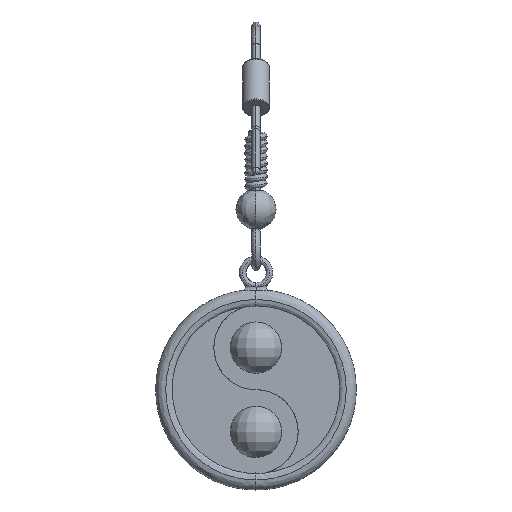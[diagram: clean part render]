
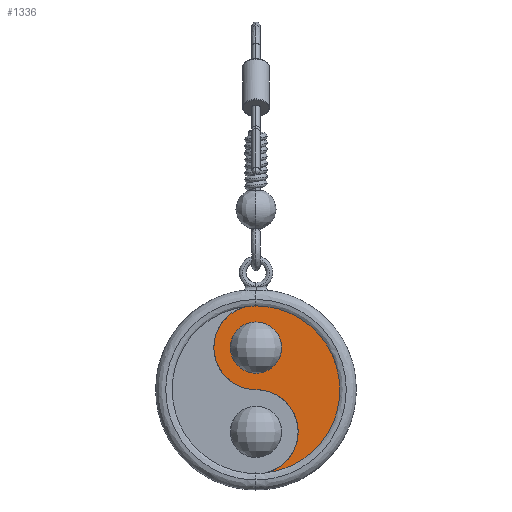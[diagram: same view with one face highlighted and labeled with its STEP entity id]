
A CAD part, top view. The second image highlights one B-rep face of the part: STEP entity #1336.
In plain terms, the highlighted free-form (B-spline) face has degree [1, 1] with [2, 2] control points.
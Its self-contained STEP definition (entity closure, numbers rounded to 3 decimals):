
#1268 = VERTEX_POINT('',#1269);
#1269 = CARTESIAN_POINT('',(0.,1.844,0.859));
#1275 = EDGE_CURVE('',#1268,#1276,#1278,.T.);
#1276 = VERTEX_POINT('',#1277);
#1277 = CARTESIAN_POINT('',(0.,7.567,0.859));
#1278 = ( BOUNDED_CURVE() B_SPLINE_CURVE(2,(#1279,#1280,#1281,#1282,
#1283),.UNSPECIFIED.,.F.,.F.) B_SPLINE_CURVE_WITH_KNOTS((3,2,3),(0.,
1.571,3.142),.PIECEWISE_BEZIER_KNOTS.) CURVE() 
GEOMETRIC_REPRESENTATION_ITEM() RATIONAL_B_SPLINE_CURVE((1.,
0.707,1.,0.707,1.)) REPRESENTATION_ITEM('') );
#1279 = CARTESIAN_POINT('',(0.,1.844,0.859));
#1280 = CARTESIAN_POINT('',(-2.862,1.844,
    0.859));
#1281 = CARTESIAN_POINT('',(-2.862,4.706,
    0.859));
#1282 = CARTESIAN_POINT('',(-2.862,7.567,
    0.859));
#1283 = CARTESIAN_POINT('',(0.,7.567,
    0.859));
#1312 = EDGE_CURVE('',#1276,#1268,#1313,.T.);
#1313 = ( BOUNDED_CURVE() B_SPLINE_CURVE(2,(#1314,#1315,#1316,#1317,
#1318),.UNSPECIFIED.,.F.,.F.) B_SPLINE_CURVE_WITH_KNOTS((3,2,3),(0.,
1.571,3.142),.PIECEWISE_BEZIER_KNOTS.) CURVE() 
GEOMETRIC_REPRESENTATION_ITEM() RATIONAL_B_SPLINE_CURVE((1.,
0.707,1.,0.707,1.)) REPRESENTATION_ITEM('') );
#1314 = CARTESIAN_POINT('',(0.,7.567,0.859));
#1315 = CARTESIAN_POINT('',(2.862,7.567,0.859
    ));
#1316 = CARTESIAN_POINT('',(2.862,4.706,0.859
    ));
#1317 = CARTESIAN_POINT('',(2.862,1.844,0.859
    ));
#1318 = CARTESIAN_POINT('',(0.,1.844,
    0.859));
#1336 = ADVANCED_FACE('',(#1337,#1369),#1373,.T.);
#1337 = FACE_BOUND('',#1338,.F.);
#1338 = EDGE_LOOP('',(#1339,#1351,#1361));
#1339 = ORIENTED_EDGE('',*,*,#1340,.F.);
#1340 = EDGE_CURVE('',#1341,#1343,#1345,.T.);
#1341 = VERTEX_POINT('',#1342);
#1342 = CARTESIAN_POINT('',(0.936,-9.317,0.859
    ));
#1343 = VERTEX_POINT('',#1344);
#1344 = CARTESIAN_POINT('',(-0.936,9.317,0.859
    ));
#1345 = ( BOUNDED_CURVE() B_SPLINE_CURVE(2,(#1346,#1347,#1348,#1349,
#1350),.UNSPECIFIED.,.F.,.F.) B_SPLINE_CURVE_WITH_KNOTS((3,2,3),(0.,
1.571,3.142),.PIECEWISE_BEZIER_KNOTS.) CURVE() 
GEOMETRIC_REPRESENTATION_ITEM() RATIONAL_B_SPLINE_CURVE((1.,
0.707,1.,0.707,1.)) REPRESENTATION_ITEM('') );
#1346 = CARTESIAN_POINT('',(0.936,-9.317,
    0.859));
#1347 = CARTESIAN_POINT('',(10.253,-8.382,
    0.859));
#1348 = CARTESIAN_POINT('',(9.317,0.936,0.859
    ));
#1349 = CARTESIAN_POINT('',(8.382,10.253,
    0.859));
#1350 = CARTESIAN_POINT('',(-0.936,9.317,
    0.859));
#1351 = ORIENTED_EDGE('',*,*,#1352,.F.);
#1352 = EDGE_CURVE('',#1353,#1341,#1355,.T.);
#1353 = VERTEX_POINT('',#1354);
#1354 = CARTESIAN_POINT('',(0.,0.,0.859));
#1355 = ( BOUNDED_CURVE() B_SPLINE_CURVE(2,(#1356,#1357,#1358,#1359,
#1360),.UNSPECIFIED.,.F.,.F.) B_SPLINE_CURVE_WITH_KNOTS((3,2,3),(0.,
1.471,2.941),.PIECEWISE_BEZIER_KNOTS.) CURVE() 
GEOMETRIC_REPRESENTATION_ITEM() RATIONAL_B_SPLINE_CURVE((1.,
0.742,1.,0.742,1.)) REPRESENTATION_ITEM('') );
#1356 = CARTESIAN_POINT('',(0.,0.,0.859));
#1357 = CARTESIAN_POINT('',(4.257,0.,0.859));
#1358 = CARTESIAN_POINT('',(4.682,-4.235,0.859
    ));
#1359 = CARTESIAN_POINT('',(5.107,-8.471,
    0.859));
#1360 = CARTESIAN_POINT('',(0.936,-9.317,0.859
    ));
#1361 = ORIENTED_EDGE('',*,*,#1362,.F.);
#1362 = EDGE_CURVE('',#1343,#1353,#1363,.T.);
#1363 = ( BOUNDED_CURVE() B_SPLINE_CURVE(2,(#1364,#1365,#1366,#1367,
#1368),.UNSPECIFIED.,.F.,.F.) B_SPLINE_CURVE_WITH_KNOTS((3,2,3),(0.,
1.471,2.941),.PIECEWISE_BEZIER_KNOTS.) CURVE() 
GEOMETRIC_REPRESENTATION_ITEM() RATIONAL_B_SPLINE_CURVE((1.,
0.742,1.,0.742,1.)) REPRESENTATION_ITEM('') );
#1364 = CARTESIAN_POINT('',(-0.936,9.317,0.859
    ));
#1365 = CARTESIAN_POINT('',(-5.107,8.471,
    0.859));
#1366 = CARTESIAN_POINT('',(-4.682,4.235,0.859
    ));
#1367 = CARTESIAN_POINT('',(-4.257,0.,
    0.859));
#1368 = CARTESIAN_POINT('',(0.,0.,0.859));
#1369 = FACE_BOUND('',#1370,.F.);
#1370 = EDGE_LOOP('',(#1371,#1372));
#1371 = ORIENTED_EDGE('',*,*,#1275,.F.);
#1372 = ORIENTED_EDGE('',*,*,#1312,.F.);
#1373 = B_SPLINE_SURFACE_WITH_KNOTS('',1,1,(
    (#1374,#1375)
    ,(#1376,#1377
    )),.UNSPECIFIED.,.F.,.F.,.F.,(2,2),(2,2),(-6.268,3.15),(
    -6.268,6.237),.PIECEWISE_BEZIER_KNOTS.);
#1374 = CARTESIAN_POINT('',(9.364,9.364,0.859)
  );
#1375 = CARTESIAN_POINT('',(9.364,-9.317,0.859
    ));
#1376 = CARTESIAN_POINT('',(-4.706,9.364,0.859
    ));
#1377 = CARTESIAN_POINT('',(-4.706,-9.317,
    0.859));
